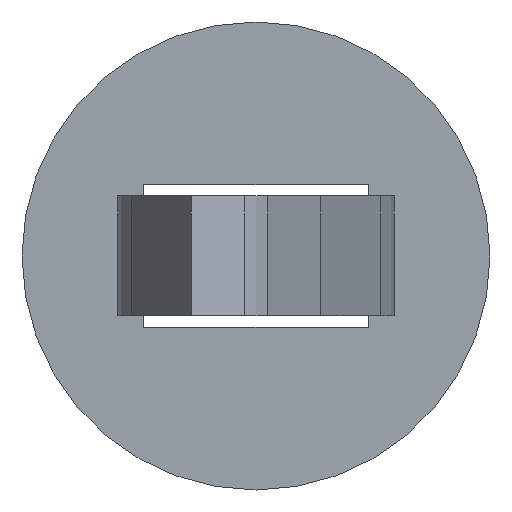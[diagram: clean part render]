
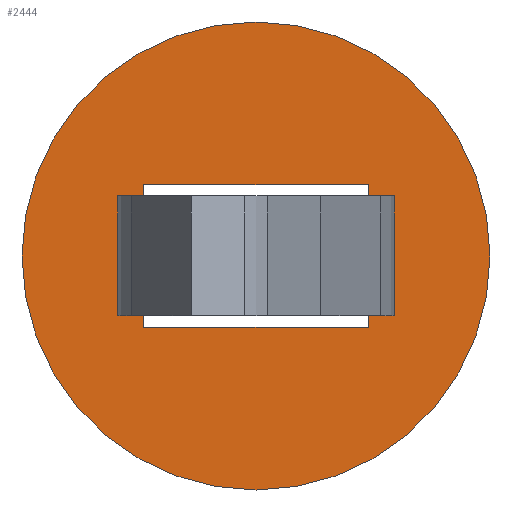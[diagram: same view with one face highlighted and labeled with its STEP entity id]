
A CAD part, front view. The second image highlights one B-rep face of the part: STEP entity #2444.
In plain terms, the highlighted planar face has unit normal (0, -1, 0).
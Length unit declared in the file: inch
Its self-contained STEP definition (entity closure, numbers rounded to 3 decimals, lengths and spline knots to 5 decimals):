
#4 = VECTOR ( 'NONE', #400, 39.37008 ) ;
#74 = VECTOR ( 'NONE', #1543, 39.37008 ) ;
#155 = LINE ( 'NONE', #864, #4 ) ;
#167 = EDGE_LOOP ( 'NONE', ( #683 ) ) ;
#299 = FACE_OUTER_BOUND ( 'NONE', #167, .T. ) ;
#307 = LINE ( 'NONE', #2459, #74 ) ;
#400 = DIRECTION ( 'NONE',  ( 1., 0., 0. ) ) ;
#451 = VERTEX_POINT ( 'NONE', #1173 ) ;
#529 = CIRCLE ( 'NONE', #1359, 0.0625 ) ;
#626 = DIRECTION ( 'NONE',  ( 0., 1., 0. ) ) ;
#631 = DIRECTION ( 'NONE',  ( 0., 1., 0. ) ) ;
#683 = ORIENTED_EDGE ( 'NONE', *, *, #1548, .F. ) ;
#838 = CARTESIAN_POINT ( 'NONE',  ( 0.03628, -0.07985, -0.00939 ) ) ;
#864 = CARTESIAN_POINT ( 'NONE',  ( 0.03628, -0.07985, 0.02861 ) ) ;
#876 = CARTESIAN_POINT ( 'NONE',  ( 0.03628, -0.07985, -0.00939 ) ) ;
#909 = ORIENTED_EDGE ( 'NONE', *, *, #1588, .T. ) ;
#1024 = ORIENTED_EDGE ( 'NONE', *, *, #1603, .T. ) ;
#1101 = DIRECTION ( 'NONE',  ( -1., 0., 0. ) ) ;
#1150 = VERTEX_POINT ( 'NONE', #2476 ) ;
#1173 = CARTESIAN_POINT ( 'NONE',  ( -0.02372, -0.07985, -0.00939 ) ) ;
#1359 = AXIS2_PLACEMENT_3D ( 'NONE', #2005, #631, #2240 ) ;
#1543 = DIRECTION ( 'NONE',  ( 0., 0., 1. ) ) ;
#1548 = EDGE_CURVE ( 'NONE', #2723, #2723, #529, .T. ) ;
#1569 = EDGE_CURVE ( 'NONE', #451, #1150, #307, .T. ) ;
#1588 = EDGE_CURVE ( 'NONE', #1150, #2507, #155, .T. ) ;
#1603 = EDGE_CURVE ( 'NONE', #2507, #1967, #2905, .T. ) ;
#1606 = EDGE_CURVE ( 'NONE', #1967, #451, #2579, .T. ) ;
#1663 = ORIENTED_EDGE ( 'NONE', *, *, #1606, .T. ) ;
#1766 = CARTESIAN_POINT ( 'NONE',  ( 0.03628, -0.07985, 0.02861 ) ) ;
#1841 = VECTOR ( 'NONE', #2852, 39.37008 ) ;
#1967 = VERTEX_POINT ( 'NONE', #838 ) ;
#2000 = CARTESIAN_POINT ( 'NONE',  ( 0.00628, -0.07985, 0.00961 ) ) ;
#2005 = CARTESIAN_POINT ( 'NONE',  ( 0.00628, -0.07985, 0.00961 ) ) ;
#2042 = VECTOR ( 'NONE', #1101, 39.37008 ) ;
#2075 = FACE_BOUND ( 'NONE', #2762, .T. ) ;
#2220 = PLANE ( 'NONE',  #2642 ) ;
#2234 = DIRECTION ( 'NONE',  ( 0., 0., 1. ) ) ;
#2240 = DIRECTION ( 'NONE',  ( 0., 0., 1. ) ) ;
#2444 = ADVANCED_FACE ( 'NONE', ( #299, #2075 ), #2220, .F. ) ;
#2448 = CARTESIAN_POINT ( 'NONE',  ( 0.03628, -0.07985, 0.02861 ) ) ;
#2459 = CARTESIAN_POINT ( 'NONE',  ( -0.02372, -0.07985, 0.02861 ) ) ;
#2476 = CARTESIAN_POINT ( 'NONE',  ( -0.02372, -0.07985, 0.02861 ) ) ;
#2507 = VERTEX_POINT ( 'NONE', #2448 ) ;
#2579 = LINE ( 'NONE', #876, #2042 ) ;
#2590 = CARTESIAN_POINT ( 'NONE',  ( 0.00628, -0.07985, 0.07211 ) ) ;
#2642 = AXIS2_PLACEMENT_3D ( 'NONE', #2000, #626, #2234 ) ;
#2723 = VERTEX_POINT ( 'NONE', #2590 ) ;
#2731 = ORIENTED_EDGE ( 'NONE', *, *, #1569, .T. ) ;
#2762 = EDGE_LOOP ( 'NONE', ( #2731, #909, #1024, #1663 ) ) ;
#2852 = DIRECTION ( 'NONE',  ( 0., 0., -1. ) ) ;
#2905 = LINE ( 'NONE', #1766, #1841 ) ;
